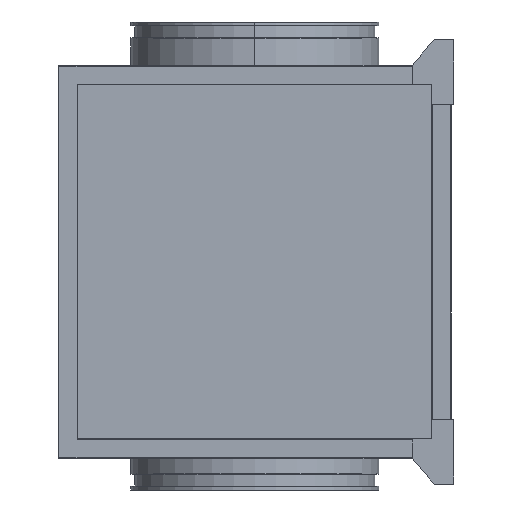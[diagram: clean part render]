
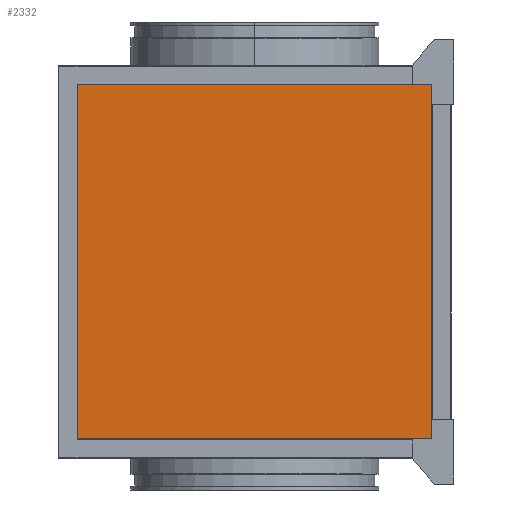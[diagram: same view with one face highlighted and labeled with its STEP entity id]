
A CAD part, left-side view. The second image highlights one B-rep face of the part: STEP entity #2332.
In plain terms, the highlighted planar face has unit normal (-1, 0, 0).
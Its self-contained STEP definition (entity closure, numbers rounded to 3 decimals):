
#2289 = VERTEX_POINT ( 'NONE', #5086 ) ;
#2305 = VERTEX_POINT ( 'NONE', #5128 ) ;
#2307 = EDGE_CURVE ( 'NONE', #2308, #2305, #5127, .T. ) ;
#2308 = VERTEX_POINT ( 'NONE', #5123 ) ;
#2330 = EDGE_CURVE ( 'NONE', #2305, #2358, #5152, .T. ) ;
#2332 = ADVANCED_FACE ( 'NONE', ( #5148 ), #5147, .T. ) ;
#2333 = EDGE_LOOP ( 'NONE', ( #2334, #2335, #2336, #2337 ) ) ;
#2334 = ORIENTED_EDGE ( 'NONE', *, *, #2307, .T. ) ;
#2335 = ORIENTED_EDGE ( 'NONE', *, *, #2330, .T. ) ;
#2336 = ORIENTED_EDGE ( 'NONE', *, *, #2345, .T. ) ;
#2337 = ORIENTED_EDGE ( 'NONE', *, *, #2353, .T. ) ;
#2345 = EDGE_CURVE ( 'NONE', #2358, #2289, #5195, .T. ) ;
#2353 = EDGE_CURVE ( 'NONE', #2289, #2308, #5180, .T. ) ;
#2358 = VERTEX_POINT ( 'NONE', #5229 ) ;
#5086 = CARTESIAN_POINT ( 'NONE',  ( -247., -225., 225. ) ) ;
#5123 = CARTESIAN_POINT ( 'NONE',  ( -247., 225., 225. ) ) ;
#5124 = DIRECTION ( 'NONE',  ( 0., 0., -1. ) ) ;
#5125 = VECTOR ( 'NONE', #5124, 1000. ) ;
#5126 = CARTESIAN_POINT ( 'NONE',  ( -247., 225., 225. ) ) ;
#5127 = LINE ( 'NONE', #5126, #5125 ) ;
#5128 = CARTESIAN_POINT ( 'NONE',  ( -247., 225., -225. ) ) ;
#5143 = DIRECTION ( 'NONE',  ( 0., -1., 0. ) ) ;
#5144 = DIRECTION ( 'NONE',  ( -1., 0., 0. ) ) ;
#5145 = CARTESIAN_POINT ( 'NONE',  ( -247., 225., -225. ) ) ;
#5146 = AXIS2_PLACEMENT_3D ( 'NONE', #5145, #5144, #5143 ) ;
#5147 = PLANE ( 'NONE',  #5146 ) ;
#5148 = FACE_OUTER_BOUND ( 'NONE', #2333, .T. ) ;
#5149 = DIRECTION ( 'NONE',  ( 0., -1., 0. ) ) ;
#5150 = VECTOR ( 'NONE', #5149, 1000. ) ;
#5151 = CARTESIAN_POINT ( 'NONE',  ( -247., 225., -225. ) ) ;
#5152 = LINE ( 'NONE', #5151, #5150 ) ;
#5177 = DIRECTION ( 'NONE',  ( 0., 1., 0. ) ) ;
#5178 = VECTOR ( 'NONE', #5177, 1000. ) ;
#5179 = CARTESIAN_POINT ( 'NONE',  ( -247., -225., 225. ) ) ;
#5180 = LINE ( 'NONE', #5179, #5178 ) ;
#5192 = DIRECTION ( 'NONE',  ( 0., 0., 1. ) ) ;
#5193 = VECTOR ( 'NONE', #5192, 1000. ) ;
#5194 = CARTESIAN_POINT ( 'NONE',  ( -247., -225., -225. ) ) ;
#5195 = LINE ( 'NONE', #5194, #5193 ) ;
#5229 = CARTESIAN_POINT ( 'NONE',  ( -247., -225., -225. ) ) ;
